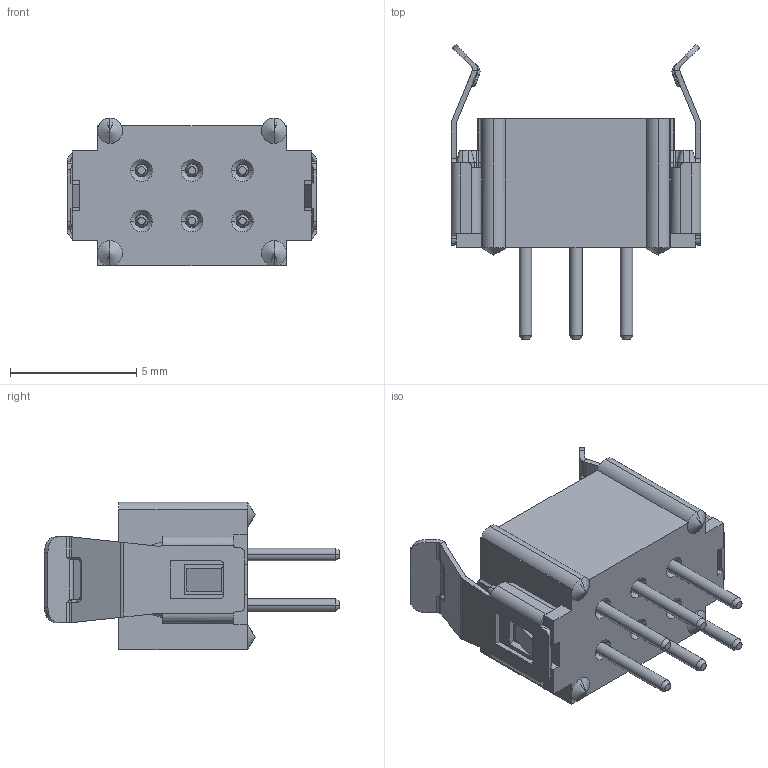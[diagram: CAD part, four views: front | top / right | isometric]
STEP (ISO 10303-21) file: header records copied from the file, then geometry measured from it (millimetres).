
FILE_DESCRIPTION(('STEP AP214'),'1');
FILE_NAME('m80-8630642.stp','2017-04-24T05:01:43',('TraceParts'),('TraceParts S.A.'),'Spatial InterOp 3D',' ',' ');
FILE_SCHEMA(('automotive_design'));
Length unit declared in the file: millimetre
Products named in the file (9): m80-8630642_1; m80-8630642_2; m80-8630642_3; m80-8630642_4; m80-8630642_5; m80-8630642_6; m80-8630642_7; m80-8630642_8; m80-8630642_9
Bounding box: 9.9 x 11.7 x 5.85 mm (x, y, z)
Volume: 160.5 mm3; surface area: 570.3 mm2
Topology: 9 solids, 9 shells, 529 faces, 1314 edges, 798 vertices
Faces by surface type: plane 259, cylinder 158, cone 64, bspline 36, torus 12
Entity records: 27810 total; most frequent: CARTESIAN_POINT 4498, ORIENTED_EDGE 2604, DIRECTION 2598, STYLED_ITEM 1832, PRESENTATION_STYLE_ASSIGNMENT 1832, COLOUR_RGB 1832, EDGE_CURVE 1302, CURVE_STYLE 1294
